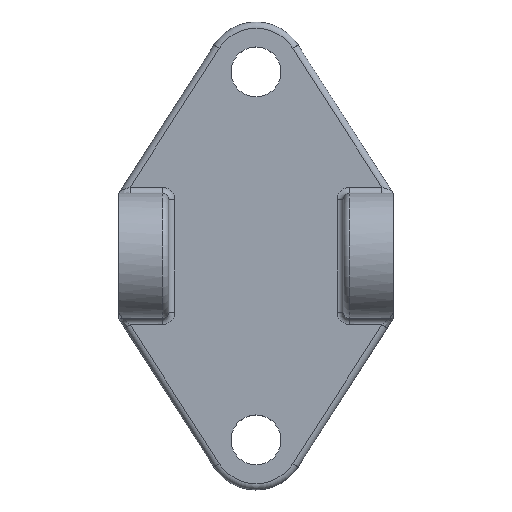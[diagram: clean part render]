
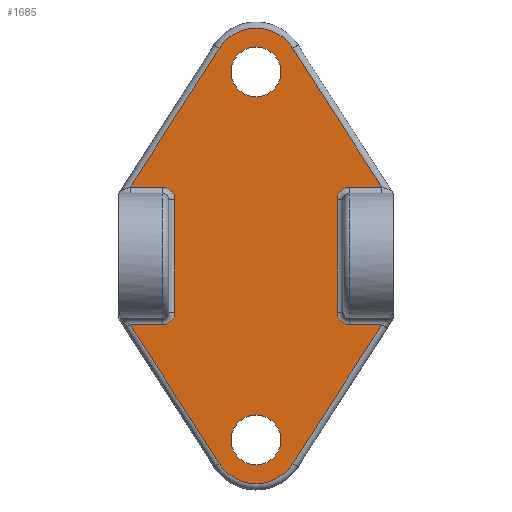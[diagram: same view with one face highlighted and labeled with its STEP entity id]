
A CAD part, top view. The second image highlights one B-rep face of the part: STEP entity #1685.
In plain terms, the highlighted planar face has unit normal (0, 0, 1).
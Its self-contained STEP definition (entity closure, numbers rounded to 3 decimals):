
#63=CARTESIAN_POINT('Vertex',(28.575,206.975,7.547)) ;
#77=CARTESIAN_POINT('Vertex',(41.275,206.975,7.547)) ;
#80=CARTESIAN_POINT('Axis2P3D Location',(34.925,206.975,7.547)) ;
#97=CARTESIAN_POINT('Axis2P3D Location',(34.925,206.975,7.547)) ;
#120=CARTESIAN_POINT('Vertex',(28.575,113.404,7.547)) ;
#134=CARTESIAN_POINT('Vertex',(41.275,113.404,7.547)) ;
#137=CARTESIAN_POINT('Axis2P3D Location',(34.925,113.404,7.547)) ;
#154=CARTESIAN_POINT('Axis2P3D Location',(34.925,113.404,7.547)) ;
#395=CARTESIAN_POINT('Vertex',(25.572,212.977,7.547)) ;
#398=CARTESIAN_POINT('Axis2P3D Location',(34.925,206.975,7.547)) ;
#402=CARTESIAN_POINT('Vertex',(44.278,212.977,7.547)) ;
#522=CARTESIAN_POINT('Line Origine',(54.265,197.412,7.547)) ;
#526=CARTESIAN_POINT('Vertex',(66.945,177.652,7.547)) ;
#685=CARTESIAN_POINT('Vertex',(55.563,145.902,7.547)) ;
#688=CARTESIAN_POINT('Axis2P3D Location',(58.738,145.902,7.547)) ;
#692=CARTESIAN_POINT('Vertex',(58.738,142.727,7.547)) ;
#716=CARTESIAN_POINT('Vertex',(55.563,174.477,7.547)) ;
#719=CARTESIAN_POINT('Line Origine',(55.563,159.396,7.547)) ;
#740=CARTESIAN_POINT('Vertex',(58.738,177.652,7.547)) ;
#743=CARTESIAN_POINT('Axis2P3D Location',(58.738,174.477,7.547)) ;
#765=CARTESIAN_POINT('Line Origine',(34.925,177.652,7.547)) ;
#944=CARTESIAN_POINT('Line Origine',(15.585,197.412,7.547)) ;
#948=CARTESIAN_POINT('Vertex',(2.905,177.652,7.547)) ;
#1102=CARTESIAN_POINT('Vertex',(11.113,177.652,7.547)) ;
#1105=CARTESIAN_POINT('Line Origine',(34.416,177.652,7.547)) ;
#1131=CARTESIAN_POINT('Vertex',(14.288,174.477,7.547)) ;
#1134=CARTESIAN_POINT('Axis2P3D Location',(11.113,174.477,7.547)) ;
#1155=CARTESIAN_POINT('Vertex',(14.288,145.902,7.547)) ;
#1158=CARTESIAN_POINT('Line Origine',(14.288,159.396,7.547)) ;
#1179=CARTESIAN_POINT('Vertex',(11.113,142.727,7.547)) ;
#1182=CARTESIAN_POINT('Axis2P3D Location',(11.113,145.902,7.547)) ;
#1557=CARTESIAN_POINT('Vertex',(66.945,142.727,7.547)) ;
#1560=CARTESIAN_POINT('Line Origine',(34.925,142.727,7.547)) ;
#1628=CARTESIAN_POINT('Axis2P3D Location',(0.,0.,7.547)) ;
#1633=CARTESIAN_POINT('Line Origine',(14.239,125.065,7.547)) ;
#1637=CARTESIAN_POINT('Vertex',(25.572,107.403,7.547)) ;
#1639=CARTESIAN_POINT('Vertex',(2.905,142.727,7.547)) ;
#1642=CARTESIAN_POINT('Axis2P3D Location',(34.925,113.404,7.547)) ;
#1646=CARTESIAN_POINT('Vertex',(44.278,107.403,7.547)) ;
#1649=CARTESIAN_POINT('Line Origine',(55.611,125.065,7.547)) ;
#1654=CARTESIAN_POINT('Line Origine',(7.009,142.727,7.547)) ;
#81=DIRECTION('Axis2P3D Direction',(0.,0.,-1.)) ;
#98=DIRECTION('Axis2P3D Direction',(0.,0.,-1.)) ;
#138=DIRECTION('Axis2P3D Direction',(0.,0.,-1.)) ;
#155=DIRECTION('Axis2P3D Direction',(0.,0.,-1.)) ;
#399=DIRECTION('Axis2P3D Direction',(0.,0.,-1.)) ;
#523=DIRECTION('Vector Direction',(-0.54,0.842,0.)) ;
#689=DIRECTION('Axis2P3D Direction',(0.,-0.,-1.)) ;
#720=DIRECTION('Vector Direction',(0.,-1.,0.)) ;
#744=DIRECTION('Axis2P3D Direction',(0.,0.,-1.)) ;
#766=DIRECTION('Vector Direction',(1.,0.,0.)) ;
#945=DIRECTION('Vector Direction',(0.54,0.842,0.)) ;
#1106=DIRECTION('Vector Direction',(1.,0.,0.)) ;
#1135=DIRECTION('Axis2P3D Direction',(0.,0.,-1.)) ;
#1159=DIRECTION('Vector Direction',(0.,-1.,0.)) ;
#1183=DIRECTION('Axis2P3D Direction',(0.,-0.,-1.)) ;
#1561=DIRECTION('Vector Direction',(1.,0.,0.)) ;
#1629=DIRECTION('Axis2P3D Direction',(0.,0.,-1.)) ;
#1630=DIRECTION('Axis2P3D XDirection',(1.,0.,0.)) ;
#1634=DIRECTION('Vector Direction',(0.54,-0.842,0.)) ;
#1643=DIRECTION('Axis2P3D Direction',(0.,0.,-1.)) ;
#1650=DIRECTION('Vector Direction',(-0.54,-0.842,0.)) ;
#1655=DIRECTION('Vector Direction',(1.,0.,0.)) ;
#82=AXIS2_PLACEMENT_3D('Circle Axis2P3D',#80,#81,$) ;
#99=AXIS2_PLACEMENT_3D('Circle Axis2P3D',#97,#98,$) ;
#139=AXIS2_PLACEMENT_3D('Circle Axis2P3D',#137,#138,$) ;
#156=AXIS2_PLACEMENT_3D('Circle Axis2P3D',#154,#155,$) ;
#400=AXIS2_PLACEMENT_3D('Circle Axis2P3D',#398,#399,$) ;
#690=AXIS2_PLACEMENT_3D('Circle Axis2P3D',#688,#689,$) ;
#745=AXIS2_PLACEMENT_3D('Circle Axis2P3D',#743,#744,$) ;
#1136=AXIS2_PLACEMENT_3D('Circle Axis2P3D',#1134,#1135,$) ;
#1184=AXIS2_PLACEMENT_3D('Circle Axis2P3D',#1182,#1183,$) ;
#1631=AXIS2_PLACEMENT_3D('Plane Axis2P3D',#1628,#1629,#1630) ;
#1644=AXIS2_PLACEMENT_3D('Circle Axis2P3D',#1642,#1643,$) ;
#1660=ORIENTED_EDGE('',*,*,#1641,.F.) ;
#1661=ORIENTED_EDGE('',*,*,#1648,.F.) ;
#1662=ORIENTED_EDGE('',*,*,#1653,.F.) ;
#1663=ORIENTED_EDGE('',*,*,#1564,.T.) ;
#1664=ORIENTED_EDGE('',*,*,#694,.T.) ;
#1665=ORIENTED_EDGE('',*,*,#723,.T.) ;
#1666=ORIENTED_EDGE('',*,*,#747,.T.) ;
#1667=ORIENTED_EDGE('',*,*,#769,.T.) ;
#1668=ORIENTED_EDGE('',*,*,#528,.F.) ;
#1669=ORIENTED_EDGE('',*,*,#404,.F.) ;
#1670=ORIENTED_EDGE('',*,*,#950,.F.) ;
#1671=ORIENTED_EDGE('',*,*,#1109,.T.) ;
#1672=ORIENTED_EDGE('',*,*,#1138,.T.) ;
#1673=ORIENTED_EDGE('',*,*,#1162,.T.) ;
#1674=ORIENTED_EDGE('',*,*,#1186,.T.) ;
#1675=ORIENTED_EDGE('',*,*,#1658,.T.) ;
#1678=ORIENTED_EDGE('',*,*,#84,.T.) ;
#1679=ORIENTED_EDGE('',*,*,#101,.T.) ;
#1682=ORIENTED_EDGE('',*,*,#158,.T.) ;
#1683=ORIENTED_EDGE('',*,*,#141,.T.) ;
#1680=FACE_BOUND('',#1677,.T.) ;
#1684=FACE_BOUND('',#1681,.T.) ;
#524=VECTOR('Line Direction',#523,1.) ;
#721=VECTOR('Line Direction',#720,1.) ;
#767=VECTOR('Line Direction',#766,1.) ;
#946=VECTOR('Line Direction',#945,1.) ;
#1107=VECTOR('Line Direction',#1106,1.) ;
#1160=VECTOR('Line Direction',#1159,1.) ;
#1562=VECTOR('Line Direction',#1561,1.) ;
#1635=VECTOR('Line Direction',#1634,1.) ;
#1651=VECTOR('Line Direction',#1650,1.) ;
#1656=VECTOR('Line Direction',#1655,1.) ;
#1685=ADVANCED_FACE('PartBody',(#1676,#1680,#1684),#1632,.F.) ;
#83=CIRCLE('generated circle',#82,6.35) ;
#100=CIRCLE('generated circle',#99,6.35) ;
#140=CIRCLE('generated circle',#139,6.35) ;
#157=CIRCLE('generated circle',#156,6.35) ;
#401=CIRCLE('generated circle',#400,11.113) ;
#691=CIRCLE('generated circle',#690,3.175) ;
#746=CIRCLE('generated circle',#745,3.175) ;
#1137=CIRCLE('generated circle',#1136,3.175) ;
#1185=CIRCLE('generated circle',#1184,3.175) ;
#1645=CIRCLE('generated circle',#1644,11.113) ;
#84=EDGE_CURVE('',#64,#78,#83,.T.) ;
#101=EDGE_CURVE('',#78,#64,#100,.T.) ;
#141=EDGE_CURVE('',#121,#135,#140,.T.) ;
#158=EDGE_CURVE('',#135,#121,#157,.T.) ;
#404=EDGE_CURVE('',#396,#403,#401,.T.) ;
#528=EDGE_CURVE('',#403,#527,#525,.F.) ;
#694=EDGE_CURVE('',#693,#686,#691,.T.) ;
#723=EDGE_CURVE('',#686,#717,#722,.F.) ;
#747=EDGE_CURVE('',#717,#741,#746,.T.) ;
#769=EDGE_CURVE('',#741,#527,#768,.T.) ;
#950=EDGE_CURVE('',#949,#396,#947,.T.) ;
#1109=EDGE_CURVE('',#949,#1103,#1108,.T.) ;
#1138=EDGE_CURVE('',#1103,#1132,#1137,.T.) ;
#1162=EDGE_CURVE('',#1132,#1156,#1161,.T.) ;
#1186=EDGE_CURVE('',#1156,#1180,#1185,.T.) ;
#1564=EDGE_CURVE('',#1558,#693,#1563,.F.) ;
#1641=EDGE_CURVE('',#1638,#1640,#1636,.F.) ;
#1648=EDGE_CURVE('',#1647,#1638,#1645,.T.) ;
#1653=EDGE_CURVE('',#1558,#1647,#1652,.T.) ;
#1658=EDGE_CURVE('',#1180,#1640,#1657,.F.) ;
#1659=EDGE_LOOP('',(#1660,#1661,#1662,#1663,#1664,#1665,#1666,#1667,#1668,#1669,#1670,#1671,#1672,#1673,#1674,#1675)) ;
#1677=EDGE_LOOP('',(#1678,#1679)) ;
#1681=EDGE_LOOP('',(#1682,#1683)) ;
#1676=FACE_OUTER_BOUND('',#1659,.T.) ;
#525=LINE('Line',#522,#524) ;
#722=LINE('Line',#719,#721) ;
#768=LINE('Line',#765,#767) ;
#947=LINE('Line',#944,#946) ;
#1108=LINE('Line',#1105,#1107) ;
#1161=LINE('Line',#1158,#1160) ;
#1563=LINE('Line',#1560,#1562) ;
#1636=LINE('Line',#1633,#1635) ;
#1652=LINE('Line',#1649,#1651) ;
#1657=LINE('Line',#1654,#1656) ;
#1632=PLANE('',#1631) ;
#64=VERTEX_POINT('',#63) ;
#78=VERTEX_POINT('',#77) ;
#121=VERTEX_POINT('',#120) ;
#135=VERTEX_POINT('',#134) ;
#396=VERTEX_POINT('',#395) ;
#403=VERTEX_POINT('',#402) ;
#527=VERTEX_POINT('',#526) ;
#686=VERTEX_POINT('',#685) ;
#693=VERTEX_POINT('',#692) ;
#717=VERTEX_POINT('',#716) ;
#741=VERTEX_POINT('',#740) ;
#949=VERTEX_POINT('',#948) ;
#1103=VERTEX_POINT('',#1102) ;
#1132=VERTEX_POINT('',#1131) ;
#1156=VERTEX_POINT('',#1155) ;
#1180=VERTEX_POINT('',#1179) ;
#1558=VERTEX_POINT('',#1557) ;
#1638=VERTEX_POINT('',#1637) ;
#1640=VERTEX_POINT('',#1639) ;
#1647=VERTEX_POINT('',#1646) ;
